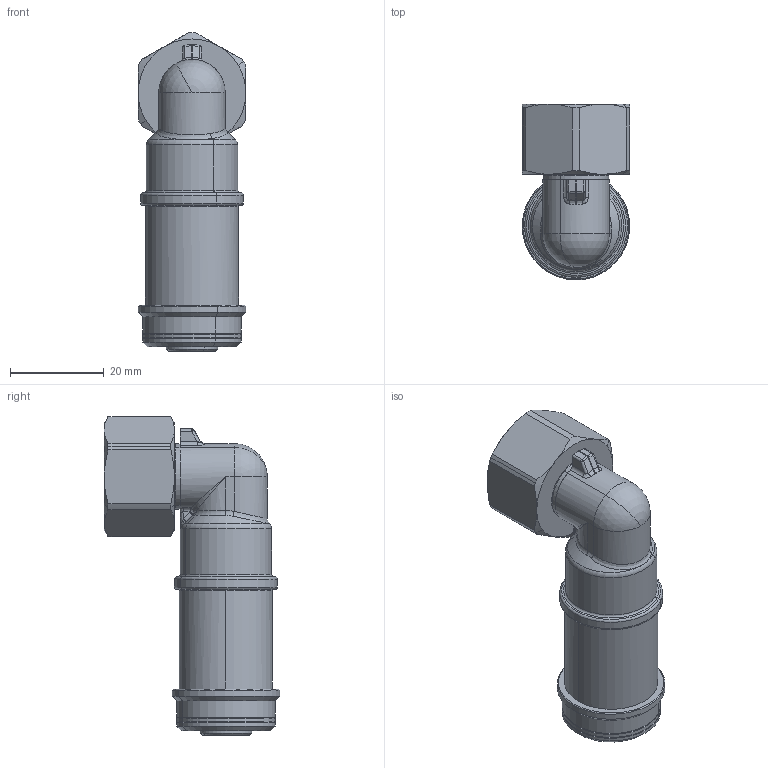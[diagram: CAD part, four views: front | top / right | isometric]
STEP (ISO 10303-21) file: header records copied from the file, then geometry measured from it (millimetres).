
FILE_DESCRIPTION(('CATIA V5 STEP Exchange'),'2;1');
FILE_NAME('603040 (STP).stp','2015-12-16T10:58:56+00:00',('none'),('none'),'Version 5-6 Release 2012','CATIA V5 STEP AP203','none');
FILE_SCHEMA(('CONFIG_CONTROL_DESIGN'));
Length unit declared in the file: millimetre
Products named in the file (1): 603040 -TST
Bounding box: 23 x 37.5 x 68.15 mm (x, y, z)
Volume: 24894.1 mm3; surface area: 6342.3 mm2
Topology: 1 solids, 1 shells, 162 faces, 372 edges, 208 vertices
Faces by surface type: cylinder 49, cone 39, bspline 31, plane 24, torus 13, sphere 6
Entity records: 6189 total; most frequent: CARTESIAN_POINT 3137, ORIENTED_EDGE 728, DIRECTION 407, EDGE_CURVE 364, AXIS2_PLACEMENT_3D 224, VERTEX_POINT 208, EDGE_LOOP 166, ADVANCED_FACE 162
